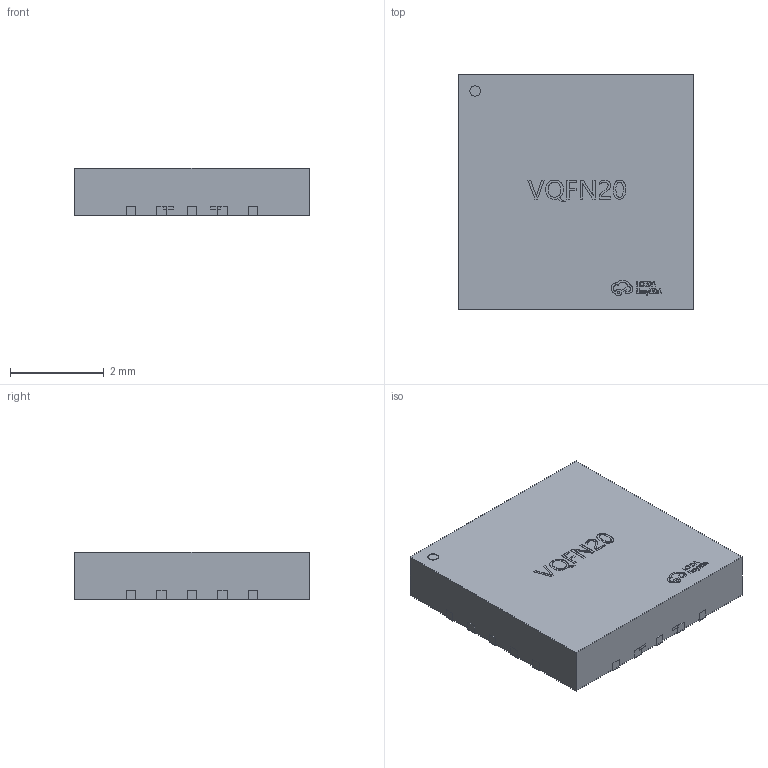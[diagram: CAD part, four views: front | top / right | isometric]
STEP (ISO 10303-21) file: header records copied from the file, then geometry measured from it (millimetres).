
FILE_DESCRIPTION (( 'STEP AP214' ), '1' );
FILE_NAME ('VQFN-20_L5.0-W5.0-H1.0-P0.65.step', '2022-07-15T04:10:03', ( '' ), ( '' ), 'SwSTEP 2.0', 'SolidWorks 2020', '' );
FILE_SCHEMA (( 'AUTOMOTIVE_DESIGN' ));
Length unit declared in the file: millimetre
Products named in the file (1): VQFN-20_L5.0-W5.0-H1.0-P0.65
Bounding box: 5.02 x 5.02 x 1.02 mm (x, y, z)
Volume: 25.3 mm3; surface area: 77.8 mm2
Topology: 34 solids, 34 shells, 507 faces, 1263 edges, 842 vertices
Faces by surface type: plane 341, bspline 144, cylinder 22
Entity records: 23709 total; most frequent: CARTESIAN_POINT 6605, ORIENTED_EDGE 2526, DIRECTION 1743, EDGE_CURVE 1263, VECTOR 927, LINE 927, VERTEX_POINT 842, UNCERTAINTY_MEASURE_WITH_UNIT 543
